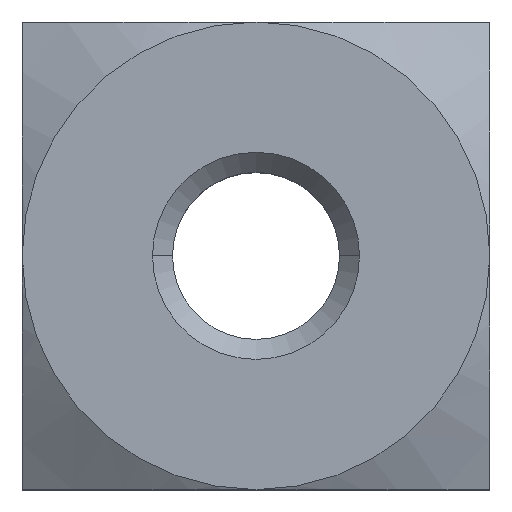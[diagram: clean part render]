
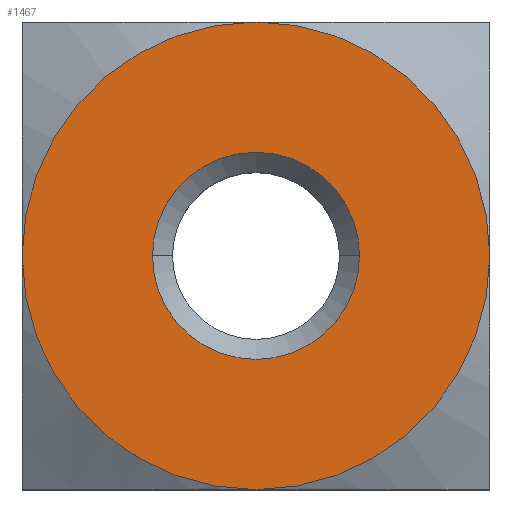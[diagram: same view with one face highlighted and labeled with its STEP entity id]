
A CAD part, top view. The second image highlights one B-rep face of the part: STEP entity #1467.
In plain terms, the highlighted planar face has unit normal (0, 0, 1).
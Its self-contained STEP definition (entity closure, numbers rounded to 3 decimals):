
#77 = CIRCLE ( 'NONE', #79, 1.55 ) ;
#79 = AXIS2_PLACEMENT_3D ( 'NONE', #676, #677, #678 ) ;
#506 = DIRECTION ( 'NONE',  ( 1., 0., 0. ) ) ;
#507 = DIRECTION ( 'NONE',  ( 0., 0., -1. ) ) ;
#508 = CARTESIAN_POINT ( 'NONE',  ( 0., 0., 3. ) ) ;
#676 = CARTESIAN_POINT ( 'NONE',  ( 0., 0., 3. ) ) ;
#677 = DIRECTION ( 'NONE',  ( 0., 0., -1. ) ) ;
#678 = DIRECTION ( 'NONE',  ( 1., 0., 0. ) ) ;
#705 = AXIS2_PLACEMENT_3D ( 'NONE', #878, #877, #876 ) ;
#841 = AXIS2_PLACEMENT_3D ( 'NONE', #1183, #1194, #1195 ) ;
#867 = DIRECTION ( 'NONE',  ( 1., 0., 0. ) ) ;
#868 = DIRECTION ( 'NONE',  ( 0., 0., 1. ) ) ;
#869 = CARTESIAN_POINT ( 'NONE',  ( 0., 0., 3. ) ) ;
#872 = DIRECTION ( 'NONE',  ( -1., 0., 0. ) ) ;
#873 = DIRECTION ( 'NONE',  ( 0., 0., -1. ) ) ;
#874 = CARTESIAN_POINT ( 'NONE',  ( 0., 0., 3. ) ) ;
#876 = DIRECTION ( 'NONE',  ( 1., 0., 0. ) ) ;
#877 = DIRECTION ( 'NONE',  ( 0., 0., 1. ) ) ;
#878 = CARTESIAN_POINT ( 'NONE',  ( 0., 0., 3. ) ) ;
#879 = DIRECTION ( 'NONE',  ( 1., 0., 0. ) ) ;
#880 = DIRECTION ( 'NONE',  ( 0., 0., 1. ) ) ;
#881 = CARTESIAN_POINT ( 'NONE',  ( 0., 0., 3. ) ) ;
#887 = CIRCLE ( 'NONE', #705, 3.5 ) ;
#1036 = CIRCLE ( 'NONE', #1040, 3.5 ) ;
#1040 = AXIS2_PLACEMENT_3D ( 'NONE', #881, #880, #879 ) ;
#1064 = CIRCLE ( 'NONE', #1066, 3.5 ) ;
#1066 = AXIS2_PLACEMENT_3D ( 'NONE', #874, #873, #872 ) ;
#1116 = EDGE_CURVE ( 'NONE', #2140, #2156, #2396, .T. ) ;
#1141 = EDGE_CURVE ( 'NONE', #2104, #2107, #1036, .T. ) ;
#1142 = EDGE_CURVE ( 'NONE', #2107, #2187, #887, .T. ) ;
#1143 = EDGE_CURVE ( 'NONE', #2104, #2116, #1064, .T. ) ;
#1144 = EDGE_CURVE ( 'NONE', #2187, #2116, #1825, .T. ) ;
#1183 = CARTESIAN_POINT ( 'NONE',  ( -3.5, -3.5, 3. ) ) ;
#1190 = FACE_BOUND ( 'NONE', #1858, .T. ) ;
#1191 = FACE_OUTER_BOUND ( 'NONE', #1850, .T. ) ;
#1192 = PLANE ( 'NONE',  #841 ) ;
#1194 = DIRECTION ( 'NONE',  ( 0., 0., 1. ) ) ;
#1195 = DIRECTION ( 'NONE',  ( 1., 0., 0. ) ) ;
#1467 = ADVANCED_FACE ( 'NONE', ( #1190, #1191 ), #1192, .T. ) ;
#1513 = EDGE_CURVE ( 'NONE', #2156, #2140, #77, .T. ) ;
#1535 = CARTESIAN_POINT ( 'NONE',  ( -3.5, 0., 3. ) ) ;
#1549 = CARTESIAN_POINT ( 'NONE',  ( 0., -3.5, 3. ) ) ;
#1556 = CARTESIAN_POINT ( 'NONE',  ( 0., 3.5, 3. ) ) ;
#1577 = CARTESIAN_POINT ( 'NONE',  ( 1.55, 0., 3. ) ) ;
#1593 = CARTESIAN_POINT ( 'NONE',  ( -1.55, 0., 3. ) ) ;
#1623 = CARTESIAN_POINT ( 'NONE',  ( 3.5, 0., 3. ) ) ;
#1822 = AXIS2_PLACEMENT_3D ( 'NONE', #869, #868, #867 ) ;
#1825 = CIRCLE ( 'NONE', #1822, 3.5 ) ;
#1850 = EDGE_LOOP ( 'NONE', ( #2221, #2381, #2387, #2263 ) ) ;
#1858 = EDGE_LOOP ( 'NONE', ( #2382, #2379 ) ) ;
#2104 = VERTEX_POINT ( 'NONE', #1535 ) ;
#2107 = VERTEX_POINT ( 'NONE', #1549 ) ;
#2116 = VERTEX_POINT ( 'NONE', #1556 ) ;
#2140 = VERTEX_POINT ( 'NONE', #1577 ) ;
#2156 = VERTEX_POINT ( 'NONE', #1593 ) ;
#2187 = VERTEX_POINT ( 'NONE', #1623 ) ;
#2221 = ORIENTED_EDGE ( 'NONE', *, *, #1142, .T. ) ;
#2263 = ORIENTED_EDGE ( 'NONE', *, *, #1141, .T. ) ;
#2379 = ORIENTED_EDGE ( 'NONE', *, *, #1513, .T. ) ;
#2381 = ORIENTED_EDGE ( 'NONE', *, *, #1144, .T. ) ;
#2382 = ORIENTED_EDGE ( 'NONE', *, *, #1116, .T. ) ;
#2387 = ORIENTED_EDGE ( 'NONE', *, *, #1143, .F. ) ;
#2395 = AXIS2_PLACEMENT_3D ( 'NONE', #508, #507, #506 ) ;
#2396 = CIRCLE ( 'NONE', #2395, 1.55 ) ;
